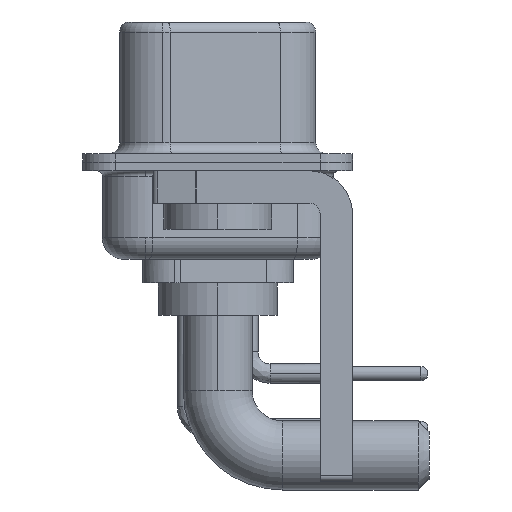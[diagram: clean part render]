
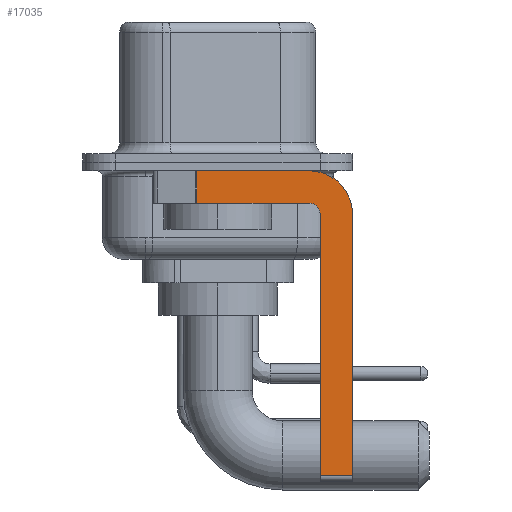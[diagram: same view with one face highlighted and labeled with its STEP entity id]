
A CAD part, left-side view. The second image highlights one B-rep face of the part: STEP entity #17035.
In plain terms, the highlighted planar face has unit normal (-1, 0, 0).
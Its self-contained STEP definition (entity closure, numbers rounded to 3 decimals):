
#1230 = EDGE_CURVE ( 'NONE', #11319, #4726, #10582, .T. ) ;
#1803 = VERTEX_POINT ( 'NONE', #15242 ) ;
#1995 = DIRECTION ( 'NONE',  ( 1., 0., 0. ) ) ;
#2106 = VECTOR ( 'NONE', #17421, 1000. ) ;
#2881 = EDGE_LOOP ( 'NONE', ( #17967, #11547, #8623, #6209, #14529, #21801, #21761, #6950 ) ) ;
#2926 = AXIS2_PLACEMENT_3D ( 'NONE', #22783, #11255, #11484 ) ;
#3092 = DIRECTION ( 'NONE',  ( 0., -1., 0. ) ) ;
#3968 = VECTOR ( 'NONE', #6650, 1000. ) ;
#4726 = VERTEX_POINT ( 'NONE', #16739 ) ;
#5019 = EDGE_CURVE ( 'NONE', #11319, #16759, #6774, .T. ) ;
#6187 = CARTESIAN_POINT ( 'NONE',  ( -2.9, -4.75, -14.55 ) ) ;
#6209 = ORIENTED_EDGE ( 'NONE', *, *, #12941, .F. ) ;
#6557 = LINE ( 'NONE', #12255, #18811 ) ;
#6650 = DIRECTION ( 'NONE',  ( 0., -1., 0. ) ) ;
#6774 = LINE ( 'NONE', #23655, #3968 ) ;
#6950 = ORIENTED_EDGE ( 'NONE', *, *, #22149, .F. ) ;
#7199 = CIRCLE ( 'NONE', #10350, 0.5 ) ;
#7649 = CIRCLE ( 'NONE', #15975, 2. ) ;
#8623 = ORIENTED_EDGE ( 'NONE', *, *, #16350, .F. ) ;
#9835 = CARTESIAN_POINT ( 'NONE',  ( -2.9, -4.25, -1.9 ) ) ;
#9980 = DIRECTION ( 'NONE',  ( 0., 0., -1. ) ) ;
#10350 = AXIS2_PLACEMENT_3D ( 'NONE', #16148, #16516, #18489 ) ;
#10582 = LINE ( 'NONE', #16182, #12751 ) ;
#11255 = DIRECTION ( 'NONE',  ( 1., 0., 0. ) ) ;
#11319 = VERTEX_POINT ( 'NONE', #19392 ) ;
#11433 = DIRECTION ( 'NONE',  ( 0., 0., -1. ) ) ;
#11484 = DIRECTION ( 'NONE',  ( 0., 0., -1. ) ) ;
#11547 = ORIENTED_EDGE ( 'NONE', *, *, #1230, .T. ) ;
#12255 = CARTESIAN_POINT ( 'NONE',  ( -2.9, -4.75, -14.8 ) ) ;
#12568 = DIRECTION ( 'NONE',  ( 0., 0., -1. ) ) ;
#12751 = VECTOR ( 'NONE', #12568, 1000. ) ;
#12941 = EDGE_CURVE ( 'NONE', #1803, #20644, #7199, .T. ) ;
#14309 = EDGE_CURVE ( 'NONE', #22037, #14463, #23019, .T. ) ;
#14463 = VERTEX_POINT ( 'NONE', #16454 ) ;
#14529 = ORIENTED_EDGE ( 'NONE', *, *, #17342, .F. ) ;
#15215 = CARTESIAN_POINT ( 'NONE',  ( -2.9, -4.25, -1.9 ) ) ;
#15242 = CARTESIAN_POINT ( 'NONE',  ( -2.9, -4.75, -2.4 ) ) ;
#15975 = AXIS2_PLACEMENT_3D ( 'NONE', #22477, #1995, #11433 ) ;
#16148 = CARTESIAN_POINT ( 'NONE',  ( -2.9, -4.25, -2.4 ) ) ;
#16182 = CARTESIAN_POINT ( 'NONE',  ( -2.9, 0.978, -1.9 ) ) ;
#16350 = EDGE_CURVE ( 'NONE', #20644, #4726, #19281, .T. ) ;
#16454 = CARTESIAN_POINT ( 'NONE',  ( -2.9, -6.25, -14.55 ) ) ;
#16516 = DIRECTION ( 'NONE',  ( -1., 0., 0. ) ) ;
#16664 = CARTESIAN_POINT ( 'NONE',  ( -2.9, -6.25, -2.4 ) ) ;
#16739 = CARTESIAN_POINT ( 'NONE',  ( -2.9, 0.978, -1.9 ) ) ;
#16759 = VERTEX_POINT ( 'NONE', #17276 ) ;
#17035 = ADVANCED_FACE ( 'NONE', ( #24400 ), #22652, .F. ) ;
#17276 = CARTESIAN_POINT ( 'NONE',  ( -2.9, -4.25, -0.4 ) ) ;
#17342 = EDGE_CURVE ( 'NONE', #22851, #1803, #6557, .T. ) ;
#17421 = DIRECTION ( 'NONE',  ( 0., 1., 0. ) ) ;
#17740 = DIRECTION ( 'NONE',  ( 0., 0., 1. ) ) ;
#17967 = ORIENTED_EDGE ( 'NONE', *, *, #5019, .F. ) ;
#18010 = CARTESIAN_POINT ( 'NONE',  ( -2.9, -4.25, -14.55 ) ) ;
#18489 = DIRECTION ( 'NONE',  ( 0., 0., 1. ) ) ;
#18763 = VECTOR ( 'NONE', #3092, 1000. ) ;
#18811 = VECTOR ( 'NONE', #17740, 1000. ) ;
#19281 = LINE ( 'NONE', #9835, #2106 ) ;
#19392 = CARTESIAN_POINT ( 'NONE',  ( -2.9, 0.978, -0.4 ) ) ;
#20644 = VERTEX_POINT ( 'NONE', #15215 ) ;
#20714 = VECTOR ( 'NONE', #9980, 1000. ) ;
#21052 = EDGE_CURVE ( 'NONE', #22851, #14463, #21714, .T. ) ;
#21714 = LINE ( 'NONE', #18010, #18763 ) ;
#21761 = ORIENTED_EDGE ( 'NONE', *, *, #14309, .F. ) ;
#21801 = ORIENTED_EDGE ( 'NONE', *, *, #21052, .T. ) ;
#22037 = VERTEX_POINT ( 'NONE', #16664 ) ;
#22149 = EDGE_CURVE ( 'NONE', #16759, #22037, #7649, .T. ) ;
#22477 = CARTESIAN_POINT ( 'NONE',  ( -2.9, -4.25, -2.4 ) ) ;
#22652 = PLANE ( 'NONE',  #2926 ) ;
#22783 = CARTESIAN_POINT ( 'NONE',  ( -2.9, -4.25, -2.4 ) ) ;
#22851 = VERTEX_POINT ( 'NONE', #6187 ) ;
#23019 = LINE ( 'NONE', #23275, #20714 ) ;
#23275 = CARTESIAN_POINT ( 'NONE',  ( -2.9, -6.25, -2.4 ) ) ;
#23655 = CARTESIAN_POINT ( 'NONE',  ( -2.9, 3., -0.4 ) ) ;
#24400 = FACE_OUTER_BOUND ( 'NONE', #2881, .T. ) ;
